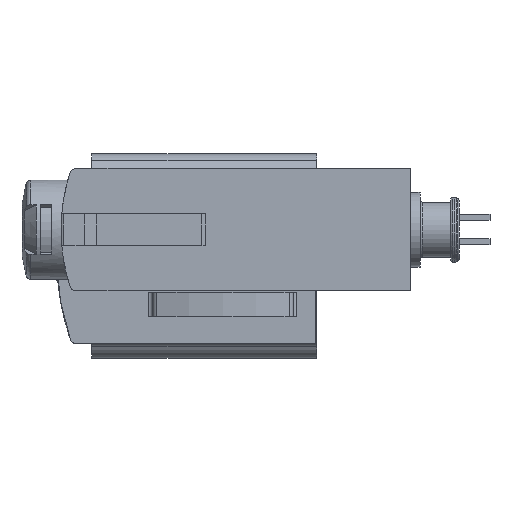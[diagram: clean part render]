
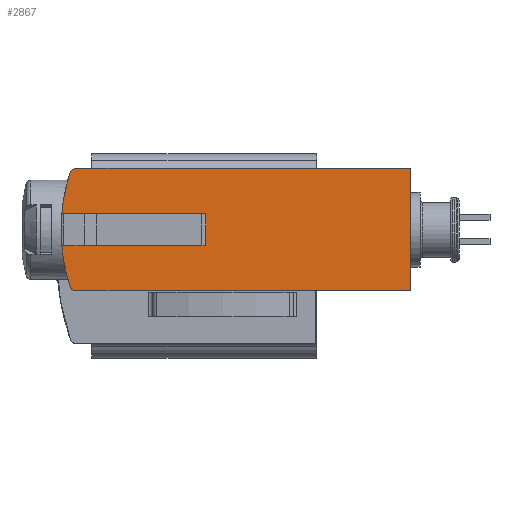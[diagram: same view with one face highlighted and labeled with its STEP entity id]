
A CAD part, left-side view. The second image highlights one B-rep face of the part: STEP entity #2867.
In plain terms, the highlighted planar face has unit normal (-1, 0, 0).
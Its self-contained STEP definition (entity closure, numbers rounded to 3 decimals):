
#41=PLANE('',#3123);
#221=LINE('',#4642,#465);
#230=LINE('',#4660,#474);
#231=LINE('',#4663,#475);
#232=LINE('',#4666,#476);
#233=LINE('',#4668,#477);
#234=LINE('',#4670,#478);
#465=VECTOR('',#3610,1000.);
#474=VECTOR('',#3621,1000.);
#475=VECTOR('',#3622,1000.);
#476=VECTOR('',#3625,1000.);
#477=VECTOR('',#3626,1000.);
#478=VECTOR('',#3629,1000.);
#669=CIRCLE('',#3074,15.);
#672=CIRCLE('',#3077,15.);
#703=CIRCLE('',#3124,0.5);
#704=CIRCLE('',#3125,0.5);
#957=ORIENTED_EDGE('',*,*,#1765,.T.);
#958=ORIENTED_EDGE('',*,*,#1766,.T.);
#959=ORIENTED_EDGE('',*,*,#1664,.F.);
#960=ORIENTED_EDGE('',*,*,#1767,.F.);
#961=ORIENTED_EDGE('',*,*,#1768,.T.);
#962=ORIENTED_EDGE('',*,*,#1769,.T.);
#963=ORIENTED_EDGE('',*,*,#1756,.F.);
#964=ORIENTED_EDGE('',*,*,#1770,.F.);
#965=ORIENTED_EDGE('',*,*,#1667,.F.);
#966=ORIENTED_EDGE('',*,*,#1771,.F.);
#1664=EDGE_CURVE('',#2073,#2074,#669,.T.);
#1667=EDGE_CURVE('',#2076,#2077,#672,.T.);
#1756=EDGE_CURVE('',#2154,#2155,#221,.T.);
#1765=EDGE_CURVE('',#2163,#2164,#230,.T.);
#1766=EDGE_CURVE('',#2164,#2074,#231,.T.);
#1767=EDGE_CURVE('',#2165,#2073,#703,.T.);
#1768=EDGE_CURVE('',#2165,#2166,#232,.T.);
#1769=EDGE_CURVE('',#2166,#2155,#233,.T.);
#1770=EDGE_CURVE('',#2077,#2154,#704,.T.);
#1771=EDGE_CURVE('',#2163,#2076,#234,.T.);
#2073=VERTEX_POINT('',#4449);
#2074=VERTEX_POINT('',#4450);
#2076=VERTEX_POINT('',#4454);
#2077=VERTEX_POINT('',#4456);
#2154=VERTEX_POINT('',#4641);
#2155=VERTEX_POINT('',#4643);
#2163=VERTEX_POINT('',#4661);
#2164=VERTEX_POINT('',#4662);
#2165=VERTEX_POINT('',#4665);
#2166=VERTEX_POINT('',#4667);
#2357=EDGE_LOOP('',(#957,#958,#959,#960,#961,#962,#963,#964,#965,#966));
#2594=FACE_BOUND('',#2357,.T.);
#2867=ADVANCED_FACE('',(#2594),#41,.F.);
#3074=AXIS2_PLACEMENT_3D('',#4448,#3457,#3458);
#3077=AXIS2_PLACEMENT_3D('',#4455,#3463,#3464);
#3123=AXIS2_PLACEMENT_3D('',#4659,#3619,#3620);
#3124=AXIS2_PLACEMENT_3D('',#4664,#3623,#3624);
#3125=AXIS2_PLACEMENT_3D('',#4669,#3627,#3628);
#3457=DIRECTION('',(1.,0.,0.));
#3458=DIRECTION('',(0.,0.,-1.));
#3463=DIRECTION('',(1.,0.,0.));
#3464=DIRECTION('',(0.,0.,-1.));
#3610=DIRECTION('',(0.,-1.,0.));
#3619=DIRECTION('',(1.,0.,0.));
#3620=DIRECTION('',(0.,0.,-1.));
#3621=DIRECTION('',(0.,0.,-1.));
#3622=DIRECTION('',(0.,1.,0.));
#3623=DIRECTION('',(1.,0.,0.));
#3624=DIRECTION('',(0.,0.,-1.));
#3625=DIRECTION('',(0.,-1.,0.));
#3626=DIRECTION('',(0.,0.,1.));
#3627=DIRECTION('',(1.,0.,0.));
#3628=DIRECTION('',(0.,0.,-1.));
#3629=DIRECTION('',(0.,1.,0.));
#4448=CARTESIAN_POINT('',(-102.4,5.85,0.));
#4449=CARTESIAN_POINT('',(-102.4,20.109,-4.655));
#4450=CARTESIAN_POINT('',(-102.4,20.794,-1.3));
#4454=CARTESIAN_POINT('',(-102.4,20.794,1.3));
#4455=CARTESIAN_POINT('',(-102.4,5.85,0.));
#4456=CARTESIAN_POINT('',(-102.4,20.109,4.655));
#4641=CARTESIAN_POINT('',(-102.4,19.634,5.));
#4642=CARTESIAN_POINT('',(-102.4,23.,5.));
#4643=CARTESIAN_POINT('',(-102.4,-7.65,5.));
#4659=CARTESIAN_POINT('',(-102.4,23.,-5.));
#4660=CARTESIAN_POINT('',(-102.4,9.05,1.3));
#4661=CARTESIAN_POINT('',(-102.4,9.05,1.3));
#4662=CARTESIAN_POINT('',(-102.4,9.05,-1.3));
#4663=CARTESIAN_POINT('',(-102.4,9.05,-1.3));
#4664=CARTESIAN_POINT('',(-102.4,19.634,-4.5));
#4665=CARTESIAN_POINT('',(-102.4,19.634,-5.));
#4666=CARTESIAN_POINT('',(-102.4,23.,-5.));
#4667=CARTESIAN_POINT('',(-102.4,-7.65,-5.));
#4668=CARTESIAN_POINT('',(-102.4,-7.65,-47.17));
#4669=CARTESIAN_POINT('',(-102.4,19.634,4.5));
#4670=CARTESIAN_POINT('',(-102.4,9.05,1.3));
